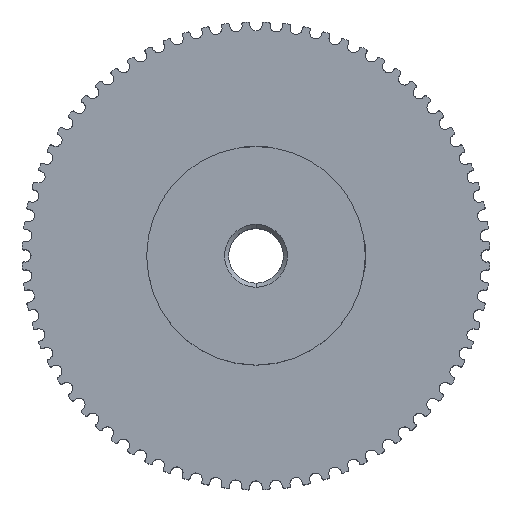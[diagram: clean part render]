
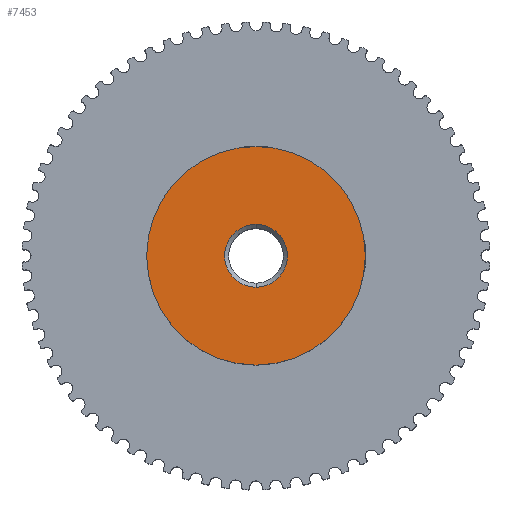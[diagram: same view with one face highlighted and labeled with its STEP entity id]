
A CAD part, top view. The second image highlights one B-rep face of the part: STEP entity #7453.
In plain terms, the highlighted planar face has unit normal (0, 0, 1).
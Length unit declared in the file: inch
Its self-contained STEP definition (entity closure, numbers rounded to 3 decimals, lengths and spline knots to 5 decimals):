
#14=CARTESIAN_POINT('',(0.,0.,0.375));
#15=DIRECTION('',(0.,0.,1.));
#16=DIRECTION('',(0.,1.,0.));
#17=AXIS2_PLACEMENT_3D('',#14,#15,#16);
#19=CARTESIAN_POINT('',(0.,0.,0.375));
#20=DIRECTION('',(0.,0.,-1.));
#21=DIRECTION('',(0.,1.,0.));
#22=AXIS2_PLACEMENT_3D('',#19,#20,#21);
#33=CARTESIAN_POINT('',(0.,0.,0.375));
#34=DIRECTION('',(0.,0.,-1.));
#35=DIRECTION('',(0.,1.,0.));
#36=AXIS2_PLACEMENT_3D('',#33,#34,#35);
#3402=CARTESIAN_POINT('',(0.,0.,0.375));
#3403=DIRECTION('',(0.,0.,1.));
#3404=DIRECTION('',(0.,1.,0.));
#3405=AXIS2_PLACEMENT_3D('',#3402,#3403,#3404);
#5860=CARTESIAN_POINT('',(0.,0.625,0.375));
#5861=CARTESIAN_POINT('',(0.,-0.625,0.375));
#5862=VERTEX_POINT('',#5860);
#5863=VERTEX_POINT('',#5861);
#6028=CARTESIAN_POINT('',(0.,0.17969,0.375));
#6029=CARTESIAN_POINT('',(0.,-0.17969,0.375));
#6030=VERTEX_POINT('',#6028);
#6031=VERTEX_POINT('',#6029);
#7436=CARTESIAN_POINT('',(0.,0.,0.375));
#7437=DIRECTION('',(0.,0.,-1.));
#7438=DIRECTION('',(0.,-1.,0.));
#7439=AXIS2_PLACEMENT_3D('',#7436,#7437,#7438);
#7440=PLANE('',#7439);
#7442=ORIENTED_EDGE('',*,*,#7441,.F.);
#7444=ORIENTED_EDGE('',*,*,#7443,.T.);
#7445=EDGE_LOOP('',(#7442,#7444));
#7446=FACE_OUTER_BOUND('',#7445,.F.);
#7448=ORIENTED_EDGE('',*,*,#7447,.F.);
#7450=ORIENTED_EDGE('',*,*,#7449,.T.);
#7451=EDGE_LOOP('',(#7448,#7450));
#7452=FACE_BOUND('',#7451,.F.);
#18=CIRCLE('',#17,0.625);
#23=CIRCLE('',#22,0.625);
#37=CIRCLE('',#36,0.17969);
#3406=CIRCLE('',#3405,0.17969);
#7441=EDGE_CURVE('',#5862,#5863,#18,.T.);
#7443=EDGE_CURVE('',#5862,#5863,#23,.T.);
#7447=EDGE_CURVE('',#6030,#6031,#37,.T.);
#7449=EDGE_CURVE('',#6030,#6031,#3406,.T.);
#7453=ADVANCED_FACE('',(#7446,#7452),#7440,.F.);
